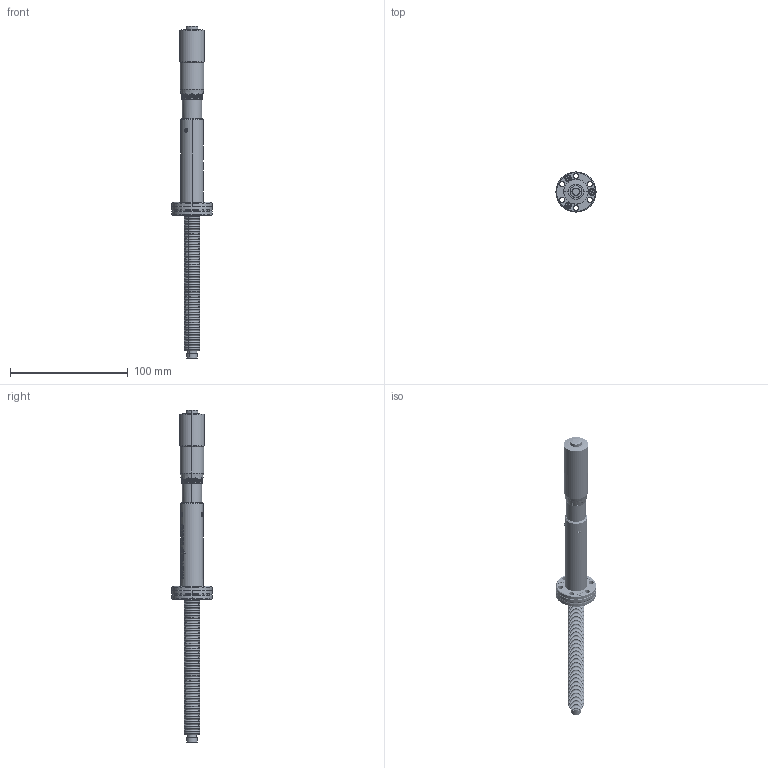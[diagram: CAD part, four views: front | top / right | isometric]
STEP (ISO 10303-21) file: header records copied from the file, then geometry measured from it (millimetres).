
FILE_DESCRIPTION (( 'STEP AP214' ), '1' );
FILE_NAME ('420MZF016-025.stp', '2017-03-16T08:49:51', ( '' ), ( '' ), 'SwSTEP 2.0', 'SolidWorks 2015', '' );
FILE_SCHEMA (( 'AUTOMOTIVE_DESIGN' ));
Length unit declared in the file: millimetre
Products named in the file (1): 420MZF016-025
Bounding box: 34 x 34 x 281.75 mm (x, y, z)
Volume: 56767.3 mm3; surface area: 50322.2 mm2
Topology: 8 solids, 10 shells, 2568 faces, 5599 edges, 3101 vertices
Faces by surface type: torus 1010, cone 743, plane 578, cylinder 143, bspline 94
Entity records: 101339 total; most frequent: CARTESIAN_POINT 16407, DIRECTION 13199, ORIENTED_EDGE 11182, AXIS2_PLACEMENT_3D 5667, EDGE_CURVE 5591, CIRCLE 3192, VERTEX_POINT 3101, EDGE_LOOP 2650
